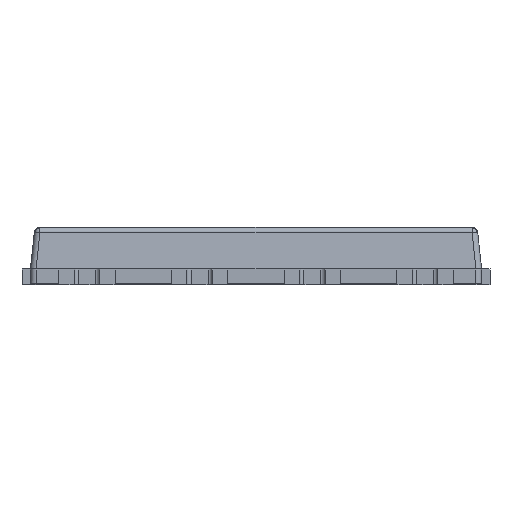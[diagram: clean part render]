
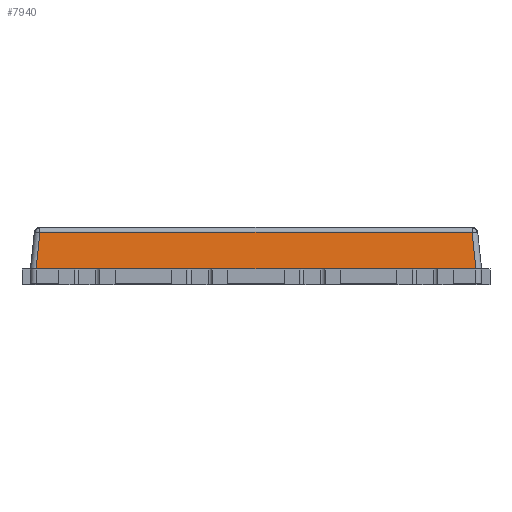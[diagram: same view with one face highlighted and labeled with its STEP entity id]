
A CAD part, front view. The second image highlights one B-rep face of the part: STEP entity #7940.
In plain terms, the highlighted planar face has unit normal (0, -0.995, 0.104).
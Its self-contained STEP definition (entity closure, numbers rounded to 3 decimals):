
#672 = ORIENTED_EDGE ( 'NONE', *, *, #19584, .T. ) ;
#684 = VECTOR ( 'NONE', #16737, 1000. ) ;
#702 = EDGE_CURVE ( 'NONE', #1328, #13423, #17715, .T. ) ;
#775 = EDGE_CURVE ( 'NONE', #14485, #1328, #19517, .T. ) ;
#812 = LINE ( 'NONE', #20796, #20396 ) ;
#851 = CARTESIAN_POINT ( 'NONE',  ( -3.832, -3.882, 0.93 ) ) ;
#1266 = DIRECTION ( 'NONE',  ( 1., 0., 0. ) ) ;
#1328 = VERTEX_POINT ( 'NONE', #9377 ) ;
#1427 = DIRECTION ( 'NONE',  ( 1., 0., 0. ) ) ;
#1505 = EDGE_LOOP ( 'NONE', ( #9102, #19503, #15803, #7225, #14018, #18643, #21120, #3476, #7534, #12039, #672, #20542 ) ) ;
#1577 = CARTESIAN_POINT ( 'NONE',  ( -3.5, -3.95, 0.28 ) ) ;
#1972 = VECTOR ( 'NONE', #15134, 1000. ) ;
#2105 = CARTESIAN_POINT ( 'NONE',  ( 3.832, -3.882, 0.93 ) ) ;
#2315 = EDGE_CURVE ( 'NONE', #8530, #17031, #812, .T. ) ;
#2615 = DIRECTION ( 'NONE',  ( 0., -0.995, 0.105 ) ) ;
#2730 = VERTEX_POINT ( 'NONE', #1577 ) ;
#3031 = CARTESIAN_POINT ( 'NONE',  ( -2., -3.95, 0.28 ) ) ;
#3476 = ORIENTED_EDGE ( 'NONE', *, *, #5432, .T. ) ;
#4014 = EDGE_CURVE ( 'NONE', #8530, #13962, #10653, .T. ) ;
#4233 = CARTESIAN_POINT ( 'NONE',  ( -3.9, -3.95, 0.28 ) ) ;
#4265 = CARTESIAN_POINT ( 'NONE',  ( 0.5, -3.95, 0.28 ) ) ;
#4491 = DIRECTION ( 'NONE',  ( 1., 0., 0. ) ) ;
#4636 = LINE ( 'NONE', #3031, #18406 ) ;
#4821 = CARTESIAN_POINT ( 'NONE',  ( -1.5, -3.95, 0.28 ) ) ;
#5147 = CARTESIAN_POINT ( 'NONE',  ( -2., -3.95, 0.28 ) ) ;
#5358 = LINE ( 'NONE', #5147, #13316 ) ;
#5432 = EDGE_CURVE ( 'NONE', #6458, #15172, #20680, .T. ) ;
#5784 = VECTOR ( 'NONE', #1427, 1000. ) ;
#5930 = FACE_OUTER_BOUND ( 'NONE', #1505, .T. ) ;
#5947 = DIRECTION ( 'NONE',  ( 1., 0., 0. ) ) ;
#5965 = AXIS2_PLACEMENT_3D ( 'NONE', #9485, #2615, #16018 ) ;
#6458 = VERTEX_POINT ( 'NONE', #12067 ) ;
#7225 = ORIENTED_EDGE ( 'NONE', *, *, #2315, .F. ) ;
#7456 = CARTESIAN_POINT ( 'NONE',  ( -3.832, -3.882, 0.93 ) ) ;
#7534 = ORIENTED_EDGE ( 'NONE', *, *, #9170, .T. ) ;
#7897 = CARTESIAN_POINT ( 'NONE',  ( -2., -3.95, 0.28 ) ) ;
#7940 = ADVANCED_FACE ( 'NONE', ( #5930 ), #20527, .T. ) ;
#8220 = DIRECTION ( 'NONE',  ( 1., 0., 0. ) ) ;
#8370 = DIRECTION ( 'NONE',  ( 1., 0., 0. ) ) ;
#8530 = VERTEX_POINT ( 'NONE', #7456 ) ;
#9102 = ORIENTED_EDGE ( 'NONE', *, *, #702, .T. ) ;
#9170 = EDGE_CURVE ( 'NONE', #15172, #13331, #9646, .T. ) ;
#9377 = CARTESIAN_POINT ( 'NONE',  ( 2.5, -3.95, 0.28 ) ) ;
#9485 = CARTESIAN_POINT ( 'NONE',  ( -2., -3.911, 0.65 ) ) ;
#9591 = DIRECTION ( 'NONE',  ( 1., 0., 0. ) ) ;
#9646 = LINE ( 'NONE', #16165, #5784 ) ;
#10365 = EDGE_CURVE ( 'NONE', #13962, #2730, #4636, .T. ) ;
#10653 = LINE ( 'NONE', #851, #19320 ) ;
#10810 = EDGE_CURVE ( 'NONE', #13331, #11228, #5358, .T. ) ;
#11228 = VERTEX_POINT ( 'NONE', #4265 ) ;
#11831 = LINE ( 'NONE', #16752, #1972 ) ;
#11916 = VECTOR ( 'NONE', #5947, 1000. ) ;
#11947 = EDGE_CURVE ( 'NONE', #2730, #6458, #19830, .T. ) ;
#12028 = CARTESIAN_POINT ( 'NONE',  ( -0.5, -3.95, 0.28 ) ) ;
#12039 = ORIENTED_EDGE ( 'NONE', *, *, #10810, .T. ) ;
#12067 = CARTESIAN_POINT ( 'NONE',  ( -2.5, -3.95, 0.28 ) ) ;
#12288 = VERTEX_POINT ( 'NONE', #20627 ) ;
#12570 = CARTESIAN_POINT ( 'NONE',  ( 3.5, -3.95, 0.28 ) ) ;
#13316 = VECTOR ( 'NONE', #8370, 1000. ) ;
#13331 = VERTEX_POINT ( 'NONE', #12028 ) ;
#13423 = VERTEX_POINT ( 'NONE', #12570 ) ;
#13962 = VERTEX_POINT ( 'NONE', #4233 ) ;
#14018 = ORIENTED_EDGE ( 'NONE', *, *, #4014, .T. ) ;
#14485 = VERTEX_POINT ( 'NONE', #15846 ) ;
#14789 = CARTESIAN_POINT ( 'NONE',  ( -2., -3.95, 0.28 ) ) ;
#14842 = VECTOR ( 'NONE', #4491, 1000. ) ;
#14952 = VECTOR ( 'NONE', #1266, 1000. ) ;
#15134 = DIRECTION ( 'NONE',  ( -0.104, 0.104, 0.989 ) ) ;
#15153 = VECTOR ( 'NONE', #8220, 1000. ) ;
#15172 = VERTEX_POINT ( 'NONE', #4821 ) ;
#15756 = DIRECTION ( 'NONE',  ( 1., 0., 0. ) ) ;
#15803 = ORIENTED_EDGE ( 'NONE', *, *, #17322, .T. ) ;
#15846 = CARTESIAN_POINT ( 'NONE',  ( 1.5, -3.95, 0.28 ) ) ;
#15865 = CARTESIAN_POINT ( 'NONE',  ( -2., -3.95, 0.28 ) ) ;
#15892 = CARTESIAN_POINT ( 'NONE',  ( -2., -3.95, 0.28 ) ) ;
#16018 = DIRECTION ( 'NONE',  ( 0., -0.105, -0.995 ) ) ;
#16165 = CARTESIAN_POINT ( 'NONE',  ( -2., -3.95, 0.28 ) ) ;
#16737 = DIRECTION ( 'NONE',  ( 1., 0., 0. ) ) ;
#16752 = CARTESIAN_POINT ( 'NONE',  ( 3.901, -3.95, 0.28 ) ) ;
#16909 = VECTOR ( 'NONE', #20358, 1000. ) ;
#17031 = VERTEX_POINT ( 'NONE', #2105 ) ;
#17308 = DIRECTION ( 'NONE',  ( -0.104, -0.104, -0.989 ) ) ;
#17322 = EDGE_CURVE ( 'NONE', #12288, #17031, #11831, .T. ) ;
#17552 = LINE ( 'NONE', #19170, #11916 ) ;
#17626 = LINE ( 'NONE', #15892, #14952 ) ;
#17715 = LINE ( 'NONE', #15865, #14842 ) ;
#18406 = VECTOR ( 'NONE', #9591, 1000. ) ;
#18643 = ORIENTED_EDGE ( 'NONE', *, *, #10365, .T. ) ;
#18975 = CARTESIAN_POINT ( 'NONE',  ( -2., -3.95, 0.28 ) ) ;
#19170 = CARTESIAN_POINT ( 'NONE',  ( -2., -3.95, 0.28 ) ) ;
#19320 = VECTOR ( 'NONE', #17308, 1000. ) ;
#19503 = ORIENTED_EDGE ( 'NONE', *, *, #20251, .T. ) ;
#19517 = LINE ( 'NONE', #7897, #15153 ) ;
#19584 = EDGE_CURVE ( 'NONE', #11228, #14485, #17626, .T. ) ;
#19830 = LINE ( 'NONE', #14789, #684 ) ;
#20251 = EDGE_CURVE ( 'NONE', #13423, #12288, #17552, .T. ) ;
#20358 = DIRECTION ( 'NONE',  ( 1., 0., 0. ) ) ;
#20396 = VECTOR ( 'NONE', #15756, 1000. ) ;
#20527 = PLANE ( 'NONE',  #5965 ) ;
#20542 = ORIENTED_EDGE ( 'NONE', *, *, #775, .T. ) ;
#20627 = CARTESIAN_POINT ( 'NONE',  ( 3.9, -3.95, 0.28 ) ) ;
#20680 = LINE ( 'NONE', #18975, #16909 ) ;
#20796 = CARTESIAN_POINT ( 'NONE',  ( -1., -3.882, 0.93 ) ) ;
#21120 = ORIENTED_EDGE ( 'NONE', *, *, #11947, .T. ) ;
